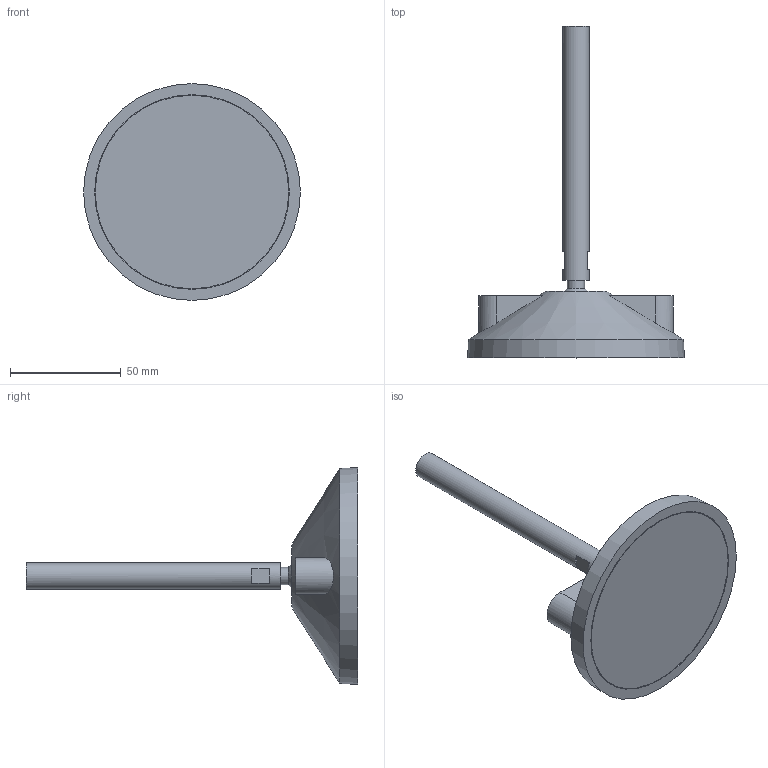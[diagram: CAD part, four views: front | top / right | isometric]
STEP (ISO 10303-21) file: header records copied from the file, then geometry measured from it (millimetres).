
FILE_DESCRIPTION (( 'STEP AP203' ), '1' );
FILE_NAME ('PFBx9 - PFB99-M12-L120-B15.STEP', '2024-09-17T11:12:34', ( '' ), ( '' ), 'SwSTEP 2.0', 'SolidWorks 2024', '' );
FILE_SCHEMA (( 'CONFIG_CONTROL_DESIGN' ));
Length unit declared in the file: millimetre
Products named in the file (1): PFBx9 - PFB99-M12-L120-B15
Bounding box: 98 x 150 x 98 mm (x, y, z)
Volume: 148997.1 mm3; surface area: 27023 mm2
Topology: 1 solids, 3 shells, 37 faces, 60 edges, 40 vertices
Faces by surface type: plane 24, cylinder 10, cone 2, sphere 1
Full cylindrical faces by diameter (mm): 7.796 x1, 12 x1, 12.5 x4, 87.5 x1, 88 x1
Entity records: 987 total; most frequent: CARTESIAN_POINT 242, DIRECTION 148, ORIENTED_EDGE 100, AXIS2_PLACEMENT_3D 66, EDGE_LOOP 58, EDGE_CURVE 50, FACE_OUTER_BOUND 46, VERTEX_POINT 40
